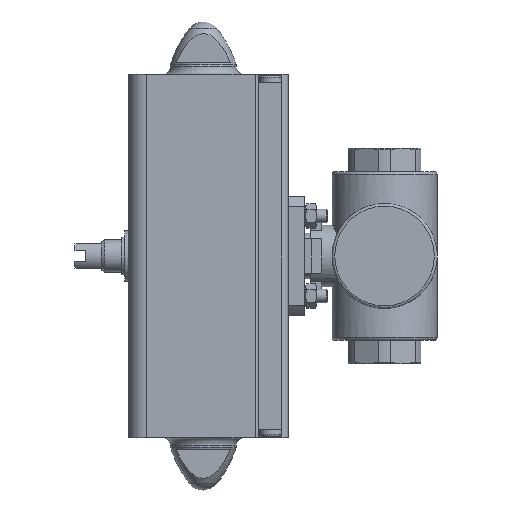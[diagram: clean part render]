
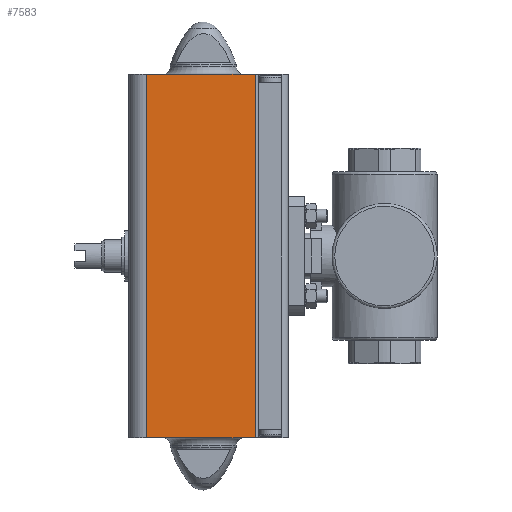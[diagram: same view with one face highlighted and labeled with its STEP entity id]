
A CAD part, left-side view. The second image highlights one B-rep face of the part: STEP entity #7583.
In plain terms, the highlighted planar face has unit normal (-1, 0, 0).
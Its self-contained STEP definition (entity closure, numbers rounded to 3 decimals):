
#1860=ORIENTED_EDGE('',*,*,#3453,.T.);
#1861=ORIENTED_EDGE('',*,*,#3454,.F.);
#1862=ORIENTED_EDGE('',*,*,#3455,.F.);
#1863=ORIENTED_EDGE('',*,*,#3456,.T.);
#3453=EDGE_CURVE('',#4332,#4333,#4998,.T.);
#3454=EDGE_CURVE('',#4334,#4333,#4999,.T.);
#3455=EDGE_CURVE('',#4335,#4334,#5000,.T.);
#3456=EDGE_CURVE('',#4335,#4332,#5001,.T.);
#4332=VERTEX_POINT('',#12493);
#4333=VERTEX_POINT('',#12494);
#4334=VERTEX_POINT('',#12496);
#4335=VERTEX_POINT('',#12498);
#4998=LINE('',#12492,#5610);
#4999=LINE('',#12495,#5611);
#5000=LINE('',#12497,#5612);
#5001=LINE('',#12499,#5613);
#5610=VECTOR('',#9899,1000.);
#5611=VECTOR('',#9900,1000.);
#5612=VECTOR('',#9901,1000.);
#5613=VECTOR('',#9902,1000.);
#6134=EDGE_LOOP('',(#1860,#1861,#1862,#1863));
#6755=FACE_BOUND('',#6134,.T.);
#7243=PLANE('',#8323);
#7583=ADVANCED_FACE('',(#6755),#7243,.F.);
#8323=AXIS2_PLACEMENT_3D('',#12491,#9897,#9898);
#9897=DIRECTION('',(1.,0.,0.));
#9898=DIRECTION('',(0.,0.,-1.));
#9899=DIRECTION('',(0.,-1.,0.));
#9900=DIRECTION('',(0.,0.,-1.));
#9901=DIRECTION('',(0.,-1.,0.));
#9902=DIRECTION('',(0.,0.,-1.));
#12491=CARTESIAN_POINT('',(-27.7,21.2,67.5));
#12492=CARTESIAN_POINT('',(-27.7,21.2,-67.5));
#12493=CARTESIAN_POINT('',(-27.7,21.2,-67.5));
#12494=CARTESIAN_POINT('',(-27.7,-19.3,-67.5));
#12495=CARTESIAN_POINT('',(-27.7,-19.3,67.5));
#12496=CARTESIAN_POINT('',(-27.7,-19.3,67.5));
#12497=CARTESIAN_POINT('',(-27.7,21.2,67.5));
#12498=CARTESIAN_POINT('',(-27.7,21.2,67.5));
#12499=CARTESIAN_POINT('',(-27.7,21.2,67.5));
